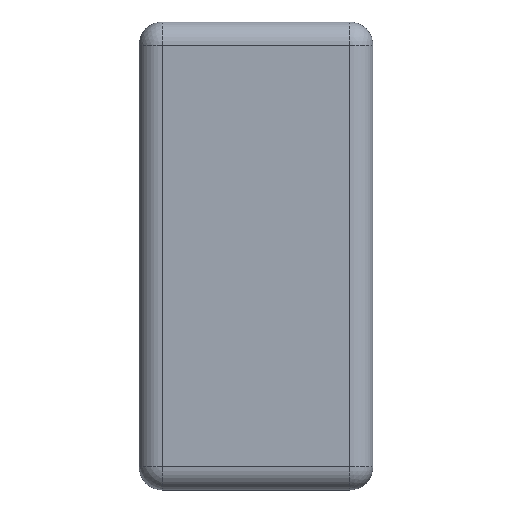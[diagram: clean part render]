
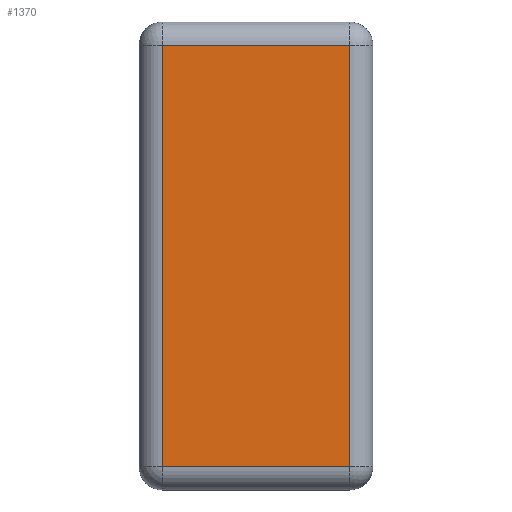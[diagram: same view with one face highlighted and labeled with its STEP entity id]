
A CAD part, top view. The second image highlights one B-rep face of the part: STEP entity #1370.
In plain terms, the highlighted planar face has unit normal (0, 0, 1).
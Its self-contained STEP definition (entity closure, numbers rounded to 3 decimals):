
#74=PLANE('',#1501);
#115=LINE('',#2055,#233);
#119=LINE('',#2071,#237);
#121=LINE('',#2074,#239);
#123=LINE('',#2077,#241);
#233=VECTOR('',#1659,10.);
#237=VECTOR('',#1677,10.);
#239=VECTOR('',#1681,10.);
#241=VECTOR('',#1685,10.);
#381=FACE_OUTER_BOUND('',#460,.T.);
#460=EDGE_LOOP('',(#984,#985,#986,#987));
#587=VERTEX_POINT('',#2017);
#592=VERTEX_POINT('',#2030);
#597=VERTEX_POINT('',#2043);
#602=VERTEX_POINT('',#2059);
#740=EDGE_CURVE('',#587,#597,#115,.T.);
#748=EDGE_CURVE('',#597,#602,#119,.T.);
#750=EDGE_CURVE('',#602,#592,#121,.T.);
#752=EDGE_CURVE('',#592,#587,#123,.T.);
#984=ORIENTED_EDGE('',*,*,#740,.F.);
#985=ORIENTED_EDGE('',*,*,#752,.F.);
#986=ORIENTED_EDGE('',*,*,#750,.F.);
#987=ORIENTED_EDGE('',*,*,#748,.F.);
#1370=ADVANCED_FACE('',(#381),#74,.T.);
#1501=AXIS2_PLACEMENT_3D('',#2083,#1693,#1694);
#1659=DIRECTION('',(0.,1.,0.));
#1677=DIRECTION('',(1.,0.,0.));
#1681=DIRECTION('',(0.,-1.,0.));
#1685=DIRECTION('',(-1.,0.,0.));
#1693=DIRECTION('center_axis',(0.,0.,1.));
#1694=DIRECTION('ref_axis',(0.,-1.,0.));
#2017=CARTESIAN_POINT('',(-8.,-18.,2.5));
#2030=CARTESIAN_POINT('',(8.,-18.,2.5));
#2043=CARTESIAN_POINT('',(-8.,18.,2.5));
#2055=CARTESIAN_POINT('',(-8.,10.,2.5));
#2059=CARTESIAN_POINT('',(8.,18.,2.5));
#2071=CARTESIAN_POINT('',(5.,18.,2.5));
#2074=CARTESIAN_POINT('',(8.,0.,2.5));
#2077=CARTESIAN_POINT('',(-5.,-18.,2.5));
#2083=CARTESIAN_POINT('Origin',(0.,0.,
2.5));
